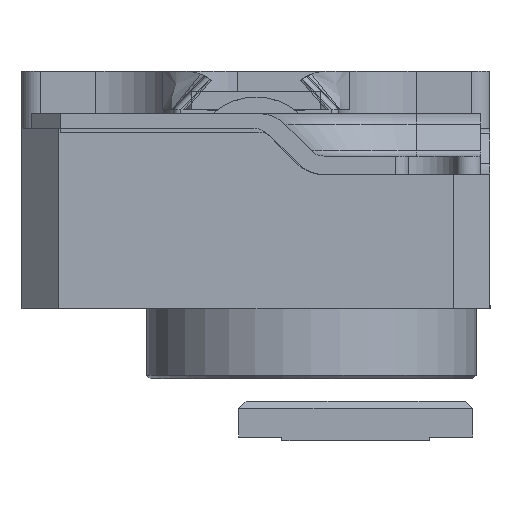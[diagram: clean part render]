
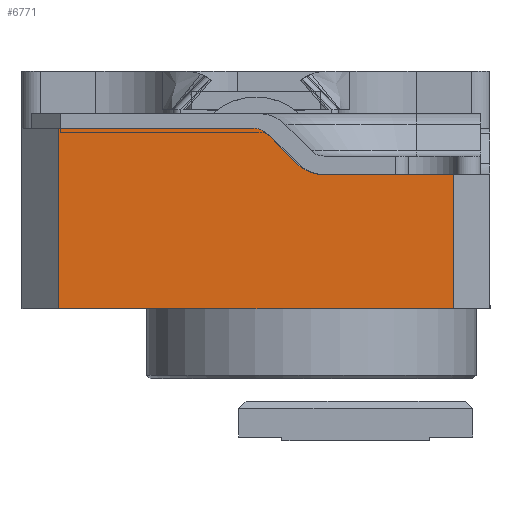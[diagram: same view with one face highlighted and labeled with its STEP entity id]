
A CAD part, front view. The second image highlights one B-rep face of the part: STEP entity #6771.
In plain terms, the highlighted face is planar.
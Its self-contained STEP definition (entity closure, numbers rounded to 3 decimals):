
#752=CIRCLE('',#44156,1.);
#753=CIRCLE('',#44157,0.5);
#6771=ADVANCED_FACE('',(#10556),#8694,.T.);
#8694=PLANE('',#44158);
#10556=FACE_OUTER_BOUND('',#12727,.T.);
#12727=EDGE_LOOP('',(#17754,#17755,#17756,#17757,#17758,#17759,#17760,#17761));
#17754=ORIENTED_EDGE('',*,*,#31392,.T.);
#17755=ORIENTED_EDGE('',*,*,#31430,.T.);
#17756=ORIENTED_EDGE('',*,*,#31431,.T.);
#17757=ORIENTED_EDGE('',*,*,#31432,.T.);
#17758=ORIENTED_EDGE('',*,*,#31433,.T.);
#17759=ORIENTED_EDGE('',*,*,#31434,.T.);
#17760=ORIENTED_EDGE('',*,*,#31408,.T.);
#17761=ORIENTED_EDGE('',*,*,#31435,.T.);
#27038=VERTEX_POINT('',#63281);
#27039=VERTEX_POINT('',#63283);
#27052=VERTEX_POINT('',#63313);
#27053=VERTEX_POINT('',#63315);
#27071=VERTEX_POINT('',#63358);
#27072=VERTEX_POINT('',#63360);
#27073=VERTEX_POINT('',#63362);
#27074=VERTEX_POINT('',#63364);
#31392=EDGE_CURVE('',#27039,#27038,#36134,.T.);
#31408=EDGE_CURVE('',#27053,#27052,#36146,.T.);
#31430=EDGE_CURVE('',#27038,#27071,#36162,.T.);
#31431=EDGE_CURVE('',#27071,#27072,#36163,.T.);
#31432=EDGE_CURVE('',#27072,#27073,#752,.T.);
#31433=EDGE_CURVE('',#27073,#27074,#36164,.T.);
#31434=EDGE_CURVE('',#27074,#27053,#753,.T.);
#31435=EDGE_CURVE('',#27052,#27039,#36165,.T.);
#36134=LINE('',#63282,#40140);
#36146=LINE('',#63314,#40152);
#36162=LINE('',#63357,#40168);
#36163=LINE('',#63359,#40169);
#36164=LINE('',#63363,#40170);
#36165=LINE('',#63366,#40171);
#40140=VECTOR('',#48365,1.);
#40152=VECTOR('',#48389,1.);
#40168=VECTOR('',#48423,1.);
#40169=VECTOR('',#48424,1.);
#40170=VECTOR('',#48427,1.);
#40171=VECTOR('',#48430,1.);
#44156=AXIS2_PLACEMENT_3D('',#63361,#48425,#48426);
#44157=AXIS2_PLACEMENT_3D('',#63365,#48428,#48429);
#44158=AXIS2_PLACEMENT_3D('',#63367,#48431,#48432);
#48365=DIRECTION('',(-1.,0.,0.));
#48389=DIRECTION('',(1.,0.,0.));
#48423=DIRECTION('',(0.,0.,1.));
#48424=DIRECTION('',(1.,0.,0.));
#48425=DIRECTION('',(0.,-1.,0.));
#48426=DIRECTION('',(0.,0.,1.));
#48427=DIRECTION('',(0.707,0.,0.707));
#48428=DIRECTION('',(0.,1.,0.));
#48429=DIRECTION('',(0.,0.,1.));
#48430=DIRECTION('',(0.,0.,-1.));
#48431=DIRECTION('',(0.,1.,0.));
#48432=DIRECTION('',(0.,0.,1.));
#63281=CARTESIAN_POINT('',(1.,20.5,0.));
#63282=CARTESIAN_POINT('',(6.35,20.5,0.));
#63283=CARTESIAN_POINT('',(11.7,20.5,0.));
#63313=CARTESIAN_POINT('',(11.7,20.5,4.9));
#63314=CARTESIAN_POINT('',(6.35,20.5,4.9));
#63315=CARTESIAN_POINT('',(6.407,20.5,4.9));
#63357=CARTESIAN_POINT('',(1.,20.5,0.));
#63358=CARTESIAN_POINT('',(1.,20.5,3.65));
#63359=CARTESIAN_POINT('',(0.,20.5,3.65));
#63360=CARTESIAN_POINT('',(4.536,20.5,3.65));
#63361=CARTESIAN_POINT('',(4.536,20.5,4.65));
#63362=CARTESIAN_POINT('',(5.243,20.5,3.943));
#63363=CARTESIAN_POINT('',(3.825,20.5,2.525));
#63364=CARTESIAN_POINT('',(6.054,20.5,4.754));
#63365=CARTESIAN_POINT('',(6.407,20.5,4.4));
#63366=CARTESIAN_POINT('',(11.7,20.5,0.));
#63367=CARTESIAN_POINT('',(6.35,20.5,0.));
